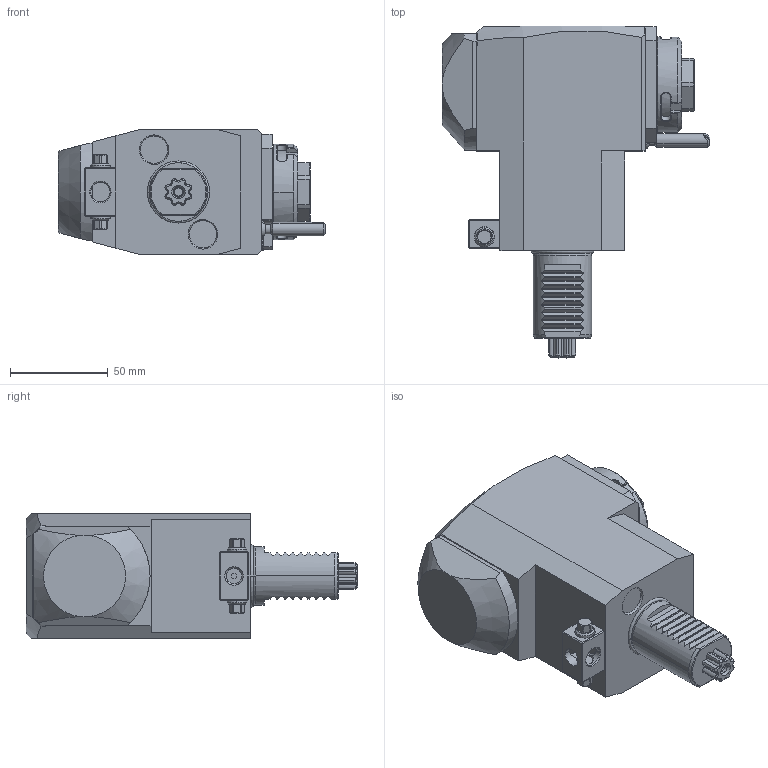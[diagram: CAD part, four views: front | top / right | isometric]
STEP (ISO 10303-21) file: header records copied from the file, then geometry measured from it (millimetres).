
FILE_DESCRIPTION((''),'2;1');
FILE_NAME('NGT1_30_215_25_1_3_85T','2024-03-27T',('vali'),('NOVA GRUP'),'PRO/ENGINEER BY PARAMETRIC TECHNOLOGY CORPORATION, 2010280','PRO/ENGINEER BY PARAMETRIC TECHNOLOGY CORPORATION, 2010280','');
FILE_SCHEMA(('CONFIG_CONTROL_DESIGN'));
Length unit declared in the file: millimetre
Products named in the file (1): NGT1_30_215_25_1_3_85T
Bounding box: 136.88 x 170 x 64 mm (x, y, z)
Volume: 666454.7 mm3; surface area: 56679 mm2
Topology: 1 solids, 1 shells, 413 faces, 1112 edges, 719 vertices
Faces by surface type: plane 203, cylinder 120, cone 76, torus 6, bspline 6, sphere 2
Entity records: 16663 total; most frequent: CARTESIAN_POINT 6642, ORIENTED_EDGE 2224, DIRECTION 1888, EDGE_CURVE 1112, VERTEX_POINT 719, AXIS2_PLACEMENT_3D 664, VECTOR 560, LINE 560
